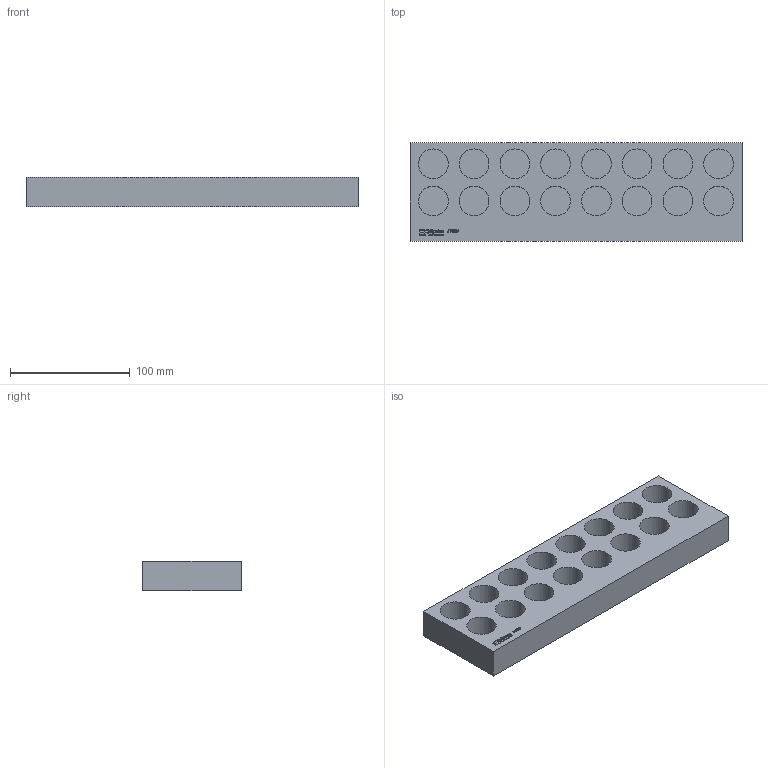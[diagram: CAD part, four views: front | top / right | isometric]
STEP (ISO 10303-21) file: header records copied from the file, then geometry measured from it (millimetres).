
FILE_DESCRIPTION( ( 'Unknown' ), '1' );
FILE_NAME( '712125000-C.stp', 'Unknown', ( 'Unknown' ), ( 'Unknown' ), 'PSStep 15.0.49', 'Unknown', ' ' );
FILE_SCHEMA( ( 'AUTOMOTIVE_DESIGN { 1 0 10303 214 1 1 1 1 }' ) );
Length unit declared in the file: millimetre
Products named in the file (1): 1
Bounding box: 277 x 82 x 25 mm (x, y, z)
Volume: 405540.9 mm3; surface area: 89575.5 mm2
Topology: 1 solids, 1 shells, 156 faces, 369 edges, 246 vertices
Faces by surface type: plane 112, extrusion 28, cylinder 16
Full cylindrical faces by diameter (mm): 24.8 x16
Entity records: 7219 total; most frequent: CARTESIAN_POINT 2478, ORIENTED_EDGE 706, DIRECTION 615, EDGE_CURVE 353, VECTOR 293, LINE 265, VERTEX_POINT 246, EDGE_LOOP 203
